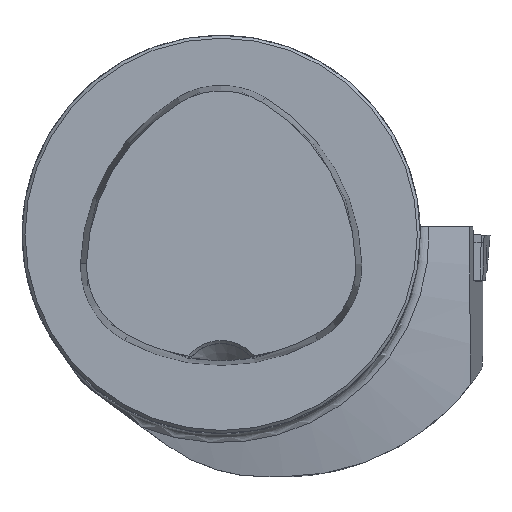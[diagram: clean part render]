
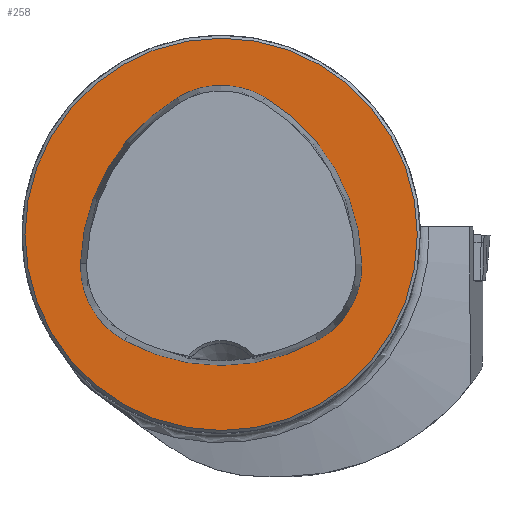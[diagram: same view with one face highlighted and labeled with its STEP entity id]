
A CAD part, top view. The second image highlights one B-rep face of the part: STEP entity #258.
In plain terms, the highlighted planar face has unit normal (0, 0, 1).
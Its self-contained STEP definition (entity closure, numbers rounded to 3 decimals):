
#120=FACE_BOUND('',#574,.T.);
#121=FACE_BOUND('',#575,.T.);
#205=CIRCLE('',#2446,20.063);
#207=CIRCLE('',#2449,20.063);
#208=CIRCLE('',#2450,8.563);
#209=CIRCLE('',#2451,8.563);
#210=CIRCLE('',#2452,20.063);
#211=CIRCLE('',#2453,8.563);
#212=CIRCLE('',#2454,19.7);
#258=ADVANCED_FACE('CU_E_LO_SU_1',(#120,#121),#383,.T.);
#383=PLANE('',#2455);
#574=EDGE_LOOP('',(#972,#973,#974,#975,#976,#977));
#575=EDGE_LOOP('',(#978));
#972=ORIENTED_EDGE('',*,*,#1828,.F.);
#973=ORIENTED_EDGE('',*,*,#1829,.F.);
#974=ORIENTED_EDGE('',*,*,#1821,.F.);
#975=ORIENTED_EDGE('',*,*,#1830,.F.);
#976=ORIENTED_EDGE('',*,*,#1831,.F.);
#977=ORIENTED_EDGE('',*,*,#1832,.F.);
#978=ORIENTED_EDGE('',*,*,#1833,.T.);
#1593=VERTEX_POINT('',#3835);
#1594=VERTEX_POINT('',#3837);
#1600=VERTEX_POINT('',#3869);
#1601=VERTEX_POINT('',#3870);
#1602=VERTEX_POINT('',#3873);
#1603=VERTEX_POINT('',#3875);
#1604=VERTEX_POINT('',#3878);
#1821=EDGE_CURVE('',#1593,#1594,#205,.T.);
#1828=EDGE_CURVE('',#1600,#1601,#207,.T.);
#1829=EDGE_CURVE('',#1594,#1600,#208,.T.);
#1830=EDGE_CURVE('',#1602,#1593,#209,.T.);
#1831=EDGE_CURVE('',#1603,#1602,#210,.T.);
#1832=EDGE_CURVE('',#1601,#1603,#211,.T.);
#1833=EDGE_CURVE('',#1604,#1604,#212,.T.);
#2446=AXIS2_PLACEMENT_3D('',#3836,#2752,#2753);
#2449=AXIS2_PLACEMENT_3D('',#3868,#2759,#2760);
#2450=AXIS2_PLACEMENT_3D('',#3871,#2761,#2762);
#2451=AXIS2_PLACEMENT_3D('',#3872,#2763,#2764);
#2452=AXIS2_PLACEMENT_3D('',#3874,#2765,#2766);
#2453=AXIS2_PLACEMENT_3D('',#3876,#2767,#2768);
#2454=AXIS2_PLACEMENT_3D('',#3877,#2769,#2770);
#2455=AXIS2_PLACEMENT_3D('',#3879,#2771,#2772);
#2752=DIRECTION('',(0.,0.,1.));
#2753=DIRECTION('',(-1.,0.,0.));
#2759=DIRECTION('',(0.,0.,1.));
#2760=DIRECTION('',(-1.,0.,0.));
#2761=DIRECTION('',(0.,0.,1.));
#2762=DIRECTION('',(-1.,0.,0.));
#2763=DIRECTION('',(0.,0.,1.));
#2764=DIRECTION('',(-1.,0.,0.));
#2765=DIRECTION('',(0.,0.,1.));
#2766=DIRECTION('',(-1.,0.,0.));
#2767=DIRECTION('',(0.,0.,1.));
#2768=DIRECTION('',(-1.,0.,0.));
#2769=DIRECTION('',(0.,0.,1.));
#2770=DIRECTION('',(-1.,0.,0.));
#2771=DIRECTION('',(0.,0.,1.));
#2772=DIRECTION('',(-1.,0.,0.));
#3835=CARTESIAN_POINT('',(-9.704,-10.66,0.));
#3836=CARTESIAN_POINT('',(0.,6.9,0.));
#3837=CARTESIAN_POINT('',(9.704,-10.66,0.));
#3868=CARTESIAN_POINT('',(-5.934,-3.451,0.));
#3869=CARTESIAN_POINT('',(14.123,-2.953,0.));
#3870=CARTESIAN_POINT('',(4.418,13.735,0.));
#3871=CARTESIAN_POINT('',(5.562,-3.165,0.));
#3872=CARTESIAN_POINT('',(-5.562,-3.165,0.));
#3873=CARTESIAN_POINT('',(-14.123,-2.953,0.));
#3874=CARTESIAN_POINT('',(5.934,-3.451,0.));
#3875=CARTESIAN_POINT('',(-4.418,13.735,0.));
#3876=CARTESIAN_POINT('',(0.,6.4,0.));
#3877=CARTESIAN_POINT('',(0.,0.,0.));
#3878=CARTESIAN_POINT('',(-19.7,0.,0.));
#3879=CARTESIAN_POINT('',(0.,0.,0.));
